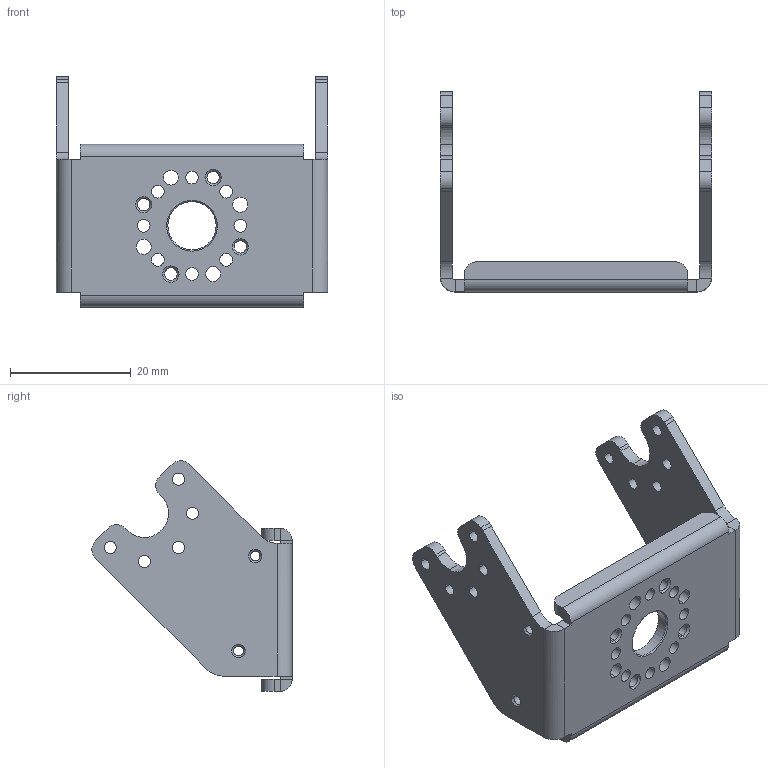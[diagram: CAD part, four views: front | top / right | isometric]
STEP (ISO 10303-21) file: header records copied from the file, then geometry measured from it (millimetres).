
FILE_DESCRIPTION(/* description */ (''),/* implementation_level */ '2;1');
FILE_NAME(/* name */ '10_FR07_H102.step',/* time_stamp */ '2011-05-25T18:11:55-04:00',/* author */ (''),/* organization */ (''),/* preprocessor_version */ 'ST-DEVELOPER v11',/* originating_system */ 'SIEMENS PLM Software NX 7.0',/* authorisation */ '');
FILE_SCHEMA (('AUTOMOTIVE_DESIGN { 1 0 10303 214 1 1 1 1 }'));
Length unit declared in the file: millimetre
Products named in the file (1): 10_FR07_H102
Bounding box: 45 x 33.2 x 38.2 mm (x, y, z)
Volume: 4952.1 mm3; surface area: 5953.5 mm2
Topology: 1 solids, 1 shells, 156 faces, 416 edges, 262 vertices
Faces by surface type: cylinder 92, plane 46, cone 18
Entity records: 5050 total; most frequent: DIRECTION 928, CARTESIAN_POINT 851, ORIENTED_EDGE 832, EDGE_CURVE 416, AXIS2_PLACEMENT_3D 359, VERTEX_POINT 262, EDGE_LOOP 218, LINE 210
